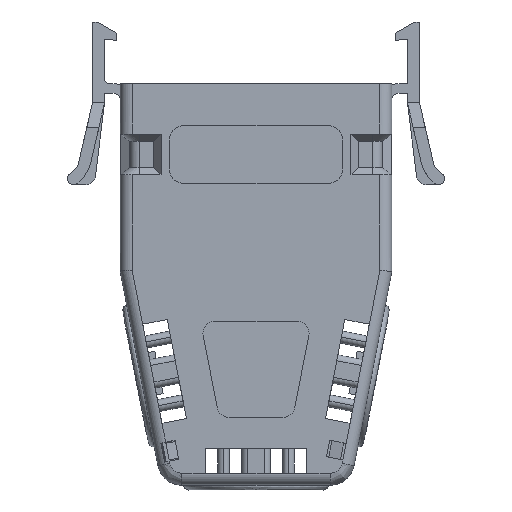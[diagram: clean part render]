
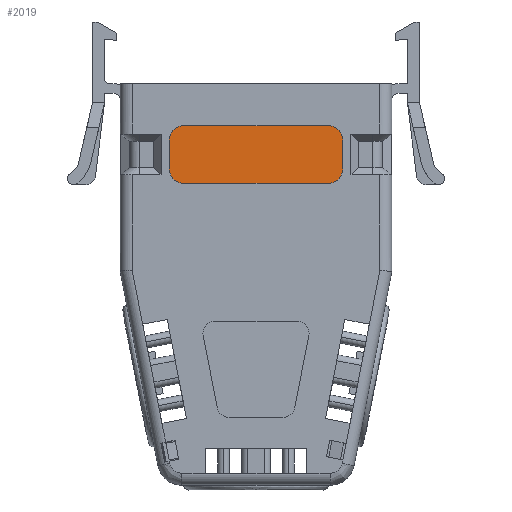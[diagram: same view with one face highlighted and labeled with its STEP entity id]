
A CAD part, front view. The second image highlights one B-rep face of the part: STEP entity #2019.
In plain terms, the highlighted planar face has unit normal (0, -1, 0).
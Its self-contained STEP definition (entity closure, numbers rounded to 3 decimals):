
#1266=FACE_OUTER_BOUND('',#3943,.T.);
#2019=ADVANCED_FACE('',(#1266),#2693,.F.);
#2693=PLANE('',#16717);
#3173=CIRCLE('',#16713,3.);
#3174=CIRCLE('',#16714,3.);
#3175=CIRCLE('',#16715,3.);
#3176=CIRCLE('',#16716,3.);
#3943=EDGE_LOOP('',(#6620,#6621,#6622,#6623,#6624,#6625,#6626,#6627));
#6620=ORIENTED_EDGE('',*,*,#11411,.F.);
#6621=ORIENTED_EDGE('',*,*,#11412,.F.);
#6622=ORIENTED_EDGE('',*,*,#11413,.F.);
#6623=ORIENTED_EDGE('',*,*,#11414,.F.);
#6624=ORIENTED_EDGE('',*,*,#11415,.F.);
#6625=ORIENTED_EDGE('',*,*,#11416,.F.);
#6626=ORIENTED_EDGE('',*,*,#11417,.F.);
#6627=ORIENTED_EDGE('',*,*,#11418,.T.);
#9585=VERTEX_POINT('',#24700);
#9586=VERTEX_POINT('',#24701);
#9587=VERTEX_POINT('',#24703);
#9588=VERTEX_POINT('',#24705);
#9589=VERTEX_POINT('',#24707);
#9590=VERTEX_POINT('',#24709);
#9591=VERTEX_POINT('',#24711);
#9592=VERTEX_POINT('',#24713);
#11411=EDGE_CURVE('',#9585,#9586,#3173,.T.);
#11412=EDGE_CURVE('',#9587,#9585,#13388,.T.);
#11413=EDGE_CURVE('',#9588,#9587,#3174,.T.);
#11414=EDGE_CURVE('',#9589,#9588,#13389,.T.);
#11415=EDGE_CURVE('',#9590,#9589,#3175,.T.);
#11416=EDGE_CURVE('',#9591,#9590,#13390,.T.);
#11417=EDGE_CURVE('',#9592,#9591,#3176,.T.);
#11418=EDGE_CURVE('',#9592,#9586,#13391,.T.);
#13388=LINE('',#24702,#15149);
#13389=LINE('',#24706,#15150);
#13390=LINE('',#24710,#15151);
#13391=LINE('',#24714,#15152);
#15149=VECTOR('',#19293,1.);
#15150=VECTOR('',#19296,1.);
#15151=VECTOR('',#19299,1.);
#15152=VECTOR('',#19302,1.);
#16713=AXIS2_PLACEMENT_3D('',#24699,#19291,#19292);
#16714=AXIS2_PLACEMENT_3D('',#24704,#19294,#19295);
#16715=AXIS2_PLACEMENT_3D('',#24708,#19297,#19298);
#16716=AXIS2_PLACEMENT_3D('',#24712,#19300,#19301);
#16717=AXIS2_PLACEMENT_3D('',#24715,#19303,#19304);
#19291=DIRECTION('',(0.,1.,0.));
#19292=DIRECTION('',(0.,0.,-1.));
#19293=DIRECTION('',(-1.,0.,0.));
#19294=DIRECTION('',(0.,1.,0.));
#19295=DIRECTION('',(1.,0.,0.));
#19296=DIRECTION('',(0.,0.,-1.));
#19297=DIRECTION('',(0.,1.,0.));
#19298=DIRECTION('',(0.,0.,1.));
#19299=DIRECTION('',(1.,0.,0.));
#19300=DIRECTION('',(0.,1.,0.));
#19301=DIRECTION('',(-1.,0.,0.));
#19302=DIRECTION('',(0.,0.,-1.));
#19303=DIRECTION('',(0.,1.,0.));
#19304=DIRECTION('',(0.,0.,-1.));
#24699=CARTESIAN_POINT('',(-15.,-19.4,-8.25));
#24700=CARTESIAN_POINT('',(-15.,-19.4,-11.25));
#24701=CARTESIAN_POINT('',(-18.,-19.4,-8.25));
#24702=CARTESIAN_POINT('',(15.,-19.4,-11.25));
#24703=CARTESIAN_POINT('',(15.,-19.4,-11.25));
#24704=CARTESIAN_POINT('',(15.,-19.4,-8.25));
#24705=CARTESIAN_POINT('',(18.,-19.4,-8.25));
#24706=CARTESIAN_POINT('',(18.,-19.4,-2.25));
#24707=CARTESIAN_POINT('',(18.,-19.4,-2.25));
#24708=CARTESIAN_POINT('',(15.,-19.4,-2.25));
#24709=CARTESIAN_POINT('',(15.,-19.4,0.75));
#24710=CARTESIAN_POINT('',(-15.,-19.4,0.75));
#24711=CARTESIAN_POINT('',(-15.,-19.4,0.75));
#24712=CARTESIAN_POINT('',(-15.,-19.4,-2.25));
#24713=CARTESIAN_POINT('',(-18.,-19.4,-2.25));
#24714=CARTESIAN_POINT('',(-18.,-19.4,-2.25));
#24715=CARTESIAN_POINT('',(18.9,-19.4,1.05));
